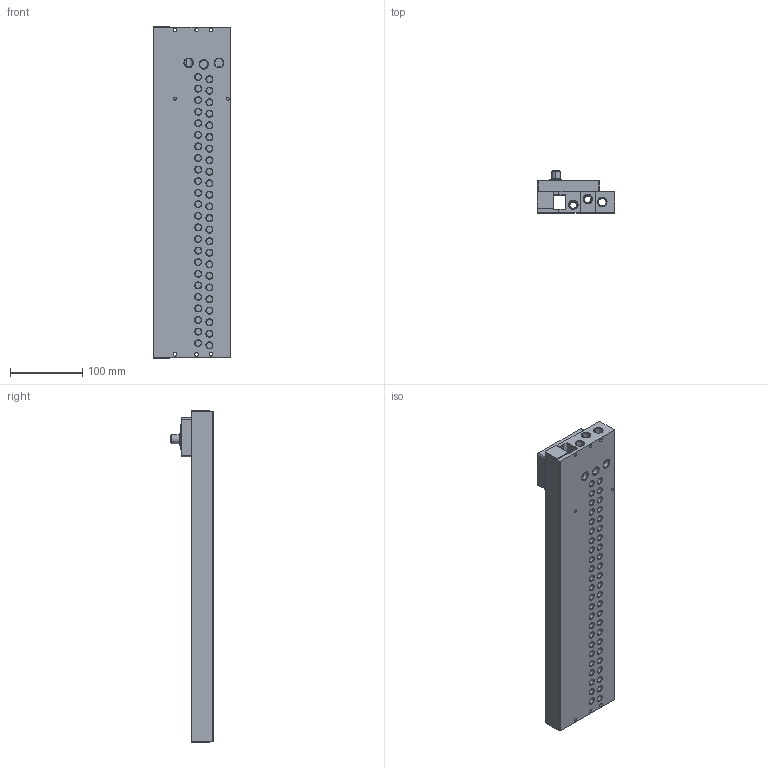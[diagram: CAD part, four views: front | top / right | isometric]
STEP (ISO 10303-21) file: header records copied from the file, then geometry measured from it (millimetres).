
FILE_DESCRIPTION (( 'STEP AP203' ), '1' );
FILE_NAME ('ES2VB-24F-06LK32.STEP', '2022-08-02T06:28:21', ( '' ), ( '' ), 'SwSTEP 2.0', 'SolidWorks 2022', '' );
FILE_SCHEMA (( 'CONFIG_CONTROL_DESIGN' ));
Length unit declared in the file: millimetre
Products named in the file (1): ES2VB-24F-06LK32
Bounding box: 106.7 x 58.4 x 459 mm (x, y, z)
Volume: 1226127.7 mm3; surface area: 229020.9 mm2
Topology: 1 solids, 1 shells, 679 faces, 1530 edges, 972 vertices
Faces by surface type: cylinder 284, cone 222, plane 161, bspline 12
Entity records: 19543 total; most frequent: DIRECTION 3756, CARTESIAN_POINT 3446, ORIENTED_EDGE 3060, AXIS2_PLACEMENT_3D 1574, EDGE_CURVE 1530, VERTEX_POINT 972, CIRCLE 906, EDGE_LOOP 826
